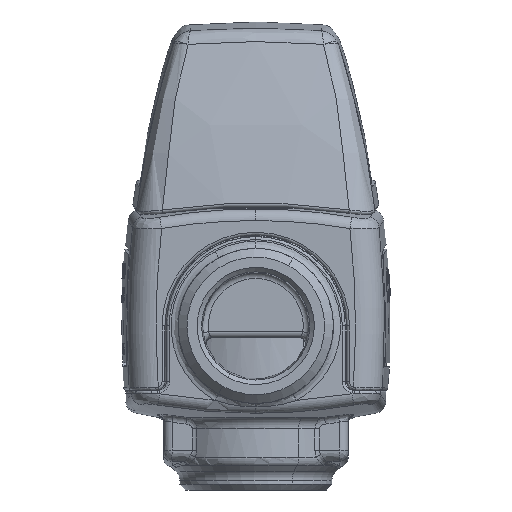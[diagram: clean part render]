
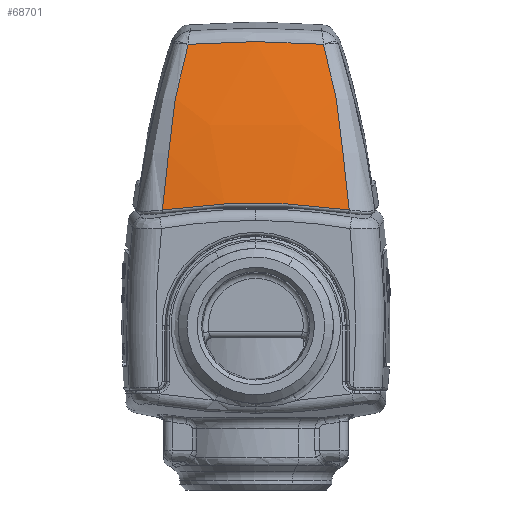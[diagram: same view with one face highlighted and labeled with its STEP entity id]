
A CAD part, front view. The second image highlights one B-rep face of the part: STEP entity #68701.
In plain terms, the highlighted spherical face has radius 150 mm.
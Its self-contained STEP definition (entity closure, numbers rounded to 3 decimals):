
#64831=CARTESIAN_POINT('Vertex',(-15.937,-20.331,19.8)) ;
#64867=CARTESIAN_POINT('Vertex',(15.937,-20.331,19.8)) ;
#64870=CARTESIAN_POINT('Axis2P3D Location',(0.,28.341,-60.273)) ;
#68618=CARTESIAN_POINT('Control Point',(-11.536,-14.139,48.015)) ;
#68619=CARTESIAN_POINT('Control Point',(-11.56,-14.164,47.935)) ;
#68620=CARTESIAN_POINT('Control Point',(-11.585,-14.189,47.855)) ;
#68621=CARTESIAN_POINT('Control Point',(-11.61,-14.213,47.776)) ;
#68622=CARTESIAN_POINT('Control Point',(-12.181,-14.793,45.915)) ;
#68623=CARTESIAN_POINT('Control Point',(-12.706,-15.348,44.03)) ;
#68624=CARTESIAN_POINT('Control Point',(-13.134,-15.861,42.2)) ;
#68625=CARTESIAN_POINT('Control Point',(-13.836,-16.827,38.566)) ;
#68626=CARTESIAN_POINT('Control Point',(-14.323,-17.704,34.87)) ;
#68627=CARTESIAN_POINT('Control Point',(-14.522,-18.109,33.051)) ;
#68628=CARTESIAN_POINT('Control Point',(-14.883,-18.854,29.455)) ;
#68629=CARTESIAN_POINT('Control Point',(-15.244,-19.485,25.845)) ;
#68630=CARTESIAN_POINT('Control Point',(-15.435,-19.766,24.068)) ;
#68631=CARTESIAN_POINT('Control Point',(-15.662,-20.038,22.148)) ;
#68632=CARTESIAN_POINT('Control Point',(-15.887,-20.279,20.225)) ;
#68633=CARTESIAN_POINT('Control Point',(-15.904,-20.296,20.083)) ;
#68634=CARTESIAN_POINT('Control Point',(-15.921,-20.314,19.941)) ;
#68635=CARTESIAN_POINT('Control Point',(-15.937,-20.331,19.8)) ;
#68636=CARTESIAN_POINT('Vertex',(-11.536,-14.139,48.015)) ;
#68653=CARTESIAN_POINT('Axis2P3D Location',(0.,127.5,0.)) ;
#68659=CARTESIAN_POINT('Control Point',(11.536,-14.139,48.015)) ;
#68660=CARTESIAN_POINT('Control Point',(12.113,-14.721,46.158)) ;
#68661=CARTESIAN_POINT('Control Point',(12.647,-15.279,44.277)) ;
#68662=CARTESIAN_POINT('Control Point',(13.102,-15.817,42.366)) ;
#68663=CARTESIAN_POINT('Control Point',(14.188,-17.303,36.789)) ;
#68664=CARTESIAN_POINT('Control Point',(14.764,-18.578,31.07)) ;
#68665=CARTESIAN_POINT('Control Point',(15.029,-19.299,27.317)) ;
#68666=CARTESIAN_POINT('Control Point',(15.498,-19.874,23.565)) ;
#68667=CARTESIAN_POINT('Control Point',(15.937,-20.331,19.8)) ;
#68668=CARTESIAN_POINT('Vertex',(11.536,-14.139,48.015)) ;
#68672=CARTESIAN_POINT('Control Point',(11.535,-14.139,48.015)) ;
#68673=CARTESIAN_POINT('Control Point',(11.53,-14.133,48.033)) ;
#68674=CARTESIAN_POINT('Control Point',(11.523,-14.127,48.052)) ;
#68675=CARTESIAN_POINT('Control Point',(11.515,-14.122,48.069)) ;
#68676=CARTESIAN_POINT('Vertex',(11.515,-14.122,48.069)) ;
#68680=CARTESIAN_POINT('Control Point',(11.515,-14.122,48.069)) ;
#68681=CARTESIAN_POINT('Control Point',(3.86,-14.537,48.68)) ;
#68682=CARTESIAN_POINT('Control Point',(-3.86,-14.537,48.68)) ;
#68683=CARTESIAN_POINT('Control Point',(-11.515,-14.122,48.069)) ;
#68684=CARTESIAN_POINT('Vertex',(-11.515,-14.122,48.069)) ;
#68688=CARTESIAN_POINT('Control Point',(-11.536,-14.139,48.015)) ;
#68689=CARTESIAN_POINT('Control Point',(-11.53,-14.133,48.033)) ;
#68690=CARTESIAN_POINT('Control Point',(-11.523,-14.127,48.052)) ;
#68691=CARTESIAN_POINT('Control Point',(-11.515,-14.122,48.069)) ;
#64871=DIRECTION('Axis2P3D Direction',(0.,0.855,0.519)) ;
#68654=DIRECTION('Axis2P3D Direction',(0.,0.,-1.)) ;
#68655=DIRECTION('Axis2P3D XDirection',(-0.479,-0.878,0.)) ;
#64872=AXIS2_PLACEMENT_3D('Circle Axis2P3D',#64870,#64871,$) ;
#68656=AXIS2_PLACEMENT_3D('Sphere Axis2P3D',#68653,#68654,#68655) ;
#68694=ORIENTED_EDGE('',*,*,#68670,.T.) ;
#68695=ORIENTED_EDGE('',*,*,#68678,.T.) ;
#68696=ORIENTED_EDGE('',*,*,#68686,.F.) ;
#68697=ORIENTED_EDGE('',*,*,#68692,.F.) ;
#68698=ORIENTED_EDGE('',*,*,#68638,.F.) ;
#68699=ORIENTED_EDGE('',*,*,#64874,.T.) ;
#68701=ADVANCED_FACE('PartBody',(#68700),#68657,.T.) ;
#68617=B_SPLINE_CURVE_WITH_KNOTS('',5,(#68618,#68619,#68620,#68621,#68622,#68623,#68624,#68625,#68626,#68627,#68628,#68629,#68630,#68631,#68632,#68633,#68634,#68635),.UNSPECIFIED.,.F.,.U.,(6,3,3,3,3,6),(19.591,20.35,37.304,53.6,69.373,70.627),.UNSPECIFIED.) ;
#68658=B_SPLINE_CURVE_WITH_KNOTS('',5,(#68659,#68660,#68661,#68662,#68663,#68664,#68665,#68666,#68667),.UNSPECIFIED.,.F.,.U.,(6,3,6),(19.591,37.304,70.627),.UNSPECIFIED.) ;
#68671=B_SPLINE_CURVE_WITH_KNOTS('',3,(#68672,#68673,#68674,#68675),.UNSPECIFIED.,.F.,.U.,(4,4),(5.741,6.071),.UNSPECIFIED.) ;
#68679=B_SPLINE_CURVE_WITH_KNOTS('',3,(#68680,#68681,#68682,#68683),.UNSPECIFIED.,.F.,.U.,(4,4),(11.899,39.305),.UNSPECIFIED.) ;
#68687=B_SPLINE_CURVE_WITH_KNOTS('',3,(#68688,#68689,#68690,#68691),.UNSPECIFIED.,.F.,.U.,(4,4),(10.23,10.561),.UNSPECIFIED.) ;
#64873=CIRCLE('generated circle',#64872,95.051) ;
#64874=EDGE_CURVE('',#64832,#64868,#64873,.T.) ;
#68638=EDGE_CURVE('',#64832,#68637,#68617,.F.) ;
#68670=EDGE_CURVE('',#64868,#68669,#68658,.F.) ;
#68678=EDGE_CURVE('',#68669,#68677,#68671,.T.) ;
#68686=EDGE_CURVE('',#68685,#68677,#68679,.F.) ;
#68692=EDGE_CURVE('',#68637,#68685,#68687,.T.) ;
#68693=EDGE_LOOP('',(#68694,#68695,#68696,#68697,#68698,#68699)) ;
#68700=FACE_OUTER_BOUND('',#68693,.T.) ;
#68657=SPHERICAL_SURFACE('',#68656,150.) ;
#64832=VERTEX_POINT('',#64831) ;
#64868=VERTEX_POINT('',#64867) ;
#68637=VERTEX_POINT('',#68636) ;
#68669=VERTEX_POINT('',#68668) ;
#68677=VERTEX_POINT('',#68676) ;
#68685=VERTEX_POINT('',#68684) ;
